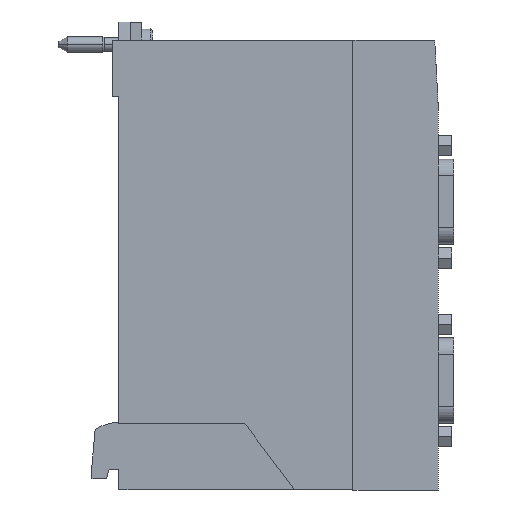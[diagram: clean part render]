
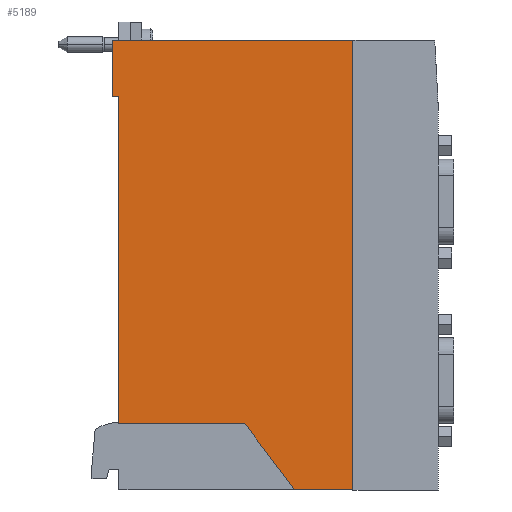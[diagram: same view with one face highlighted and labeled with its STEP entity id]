
A CAD part, left-side view. The second image highlights one B-rep face of the part: STEP entity #5189.
In plain terms, the highlighted planar face has unit normal (-1, 0, 0).
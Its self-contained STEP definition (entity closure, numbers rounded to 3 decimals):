
#4414=CARTESIAN_POINT('POINT8590',(-16.475,-28.,-35.3));
#4415=VERTEX_POINT('VERTEX8590',#4414);
#4416=CARTESIAN_POINT('POINT8591',(-16.475,-39.,
   -49.897));
#4417=VERTEX_POINT('VERTEX8591',#4416);
#4418=CARTESIAN_POINT('POS15719',(-16.475,-24.655,
   -30.861));
#4419=DIRECTION('DIR22814',(0.,-0.602,
   -0.799));
#4420=VECTOR('VEC8624',#4419,25.4);
#4421=LINE('STRAIGHT8624',#4418,#4420);
#4422=EDGE_CURVE('EDGE13211',#4415,#4417,#4421,.T.);
#4445=CARTESIAN_POINT('POINT8592',(-16.475,0.,-35.3));
#4446=VERTEX_POINT('VERTEX8592',#4445);
#4447=CARTESIAN_POINT('POS15723',(-16.475,-27.,-35.3));
#4448=DIRECTION('DIR22819',(0.,-1.,0.));
#4449=VECTOR('VEC8627',#4448,25.4);
#4450=LINE('STRAIGHT8627',#4447,#4449);
#4451=EDGE_CURVE('EDGE13214',#4446,#4415,#4450,.T.);
#4469=CARTESIAN_POINT('POINT8593',(-16.475,-39.,-49.975
   ));
#4470=VERTEX_POINT('VERTEX8593',#4469);
#4471=CARTESIAN_POINT('POS15726',(-16.475,-39.,-25.));
#4472=DIRECTION('DIR22823',(0.,0.,-1.));
#4473=VECTOR('VEC8629',#4472,25.4);
#4474=LINE('STRAIGHT8629',#4471,#4473);
#4475=EDGE_CURVE('EDGE13216',#4417,#4470,#4474,.T.);
#4503=CARTESIAN_POINT('POINT8596',(-16.475,0.,37.5));
#4504=VERTEX_POINT('VERTEX8596',#4503);
#4507=CARTESIAN_POINT('POINT8597',(-16.475,1.5,37.5));
#4508=VERTEX_POINT('VERTEX8597',#4507);
#4509=CARTESIAN_POINT('POS15730',(-16.475,0.75,37.5));
#4510=DIRECTION('DIR22828',(0.,1.,0.));
#4511=VECTOR('VEC8632',#4510,25.4);
#4512=LINE('STRAIGHT8632',#4509,#4511);
#4513=EDGE_CURVE('EDGE13220',#4504,#4508,#4512,.T.);
#4995=CARTESIAN_POINT('POINT8621',(-16.475,-52.,-49.975
   ));
#4996=VERTEX_POINT('VERTEX8621',#4995);
#5003=CARTESIAN_POINT('POS15786',(-16.475,-26.,-49.975)
   );
#5004=DIRECTION('DIR22902',(0.,1.,0.));
#5005=VECTOR('VEC8670',#5004,25.4);
#5006=LINE('STRAIGHT8670',#5003,#5005);
#5007=EDGE_CURVE('EDGE13267',#4996,#4470,#5006,.T.);
#5018=CARTESIAN_POINT('POS15788',(-16.475,0.,0.));
#5019=DIRECTION('DIR22905',(0.,0.,-1.));
#5020=VECTOR('VEC8671',#5019,25.4);
#5021=LINE('STRAIGHT8671',#5018,#5020);
#5022=EDGE_CURVE('EDGE13268',#4504,#4446,#5021,.T.);
#5154=ORIENTED_EDGE('COEDGE26530',*,*,#4475,.T.);
#5155=ORIENTED_EDGE('COEDGE26531',*,*,#5007,.F.);
#5156=CARTESIAN_POINT('POINT8628',(-16.475,-52.,49.975)
   );
#5157=VERTEX_POINT('VERTEX8628',#5156);
#5158=CARTESIAN_POINT('POS15800',(-16.475,-52.,0.));
#5159=DIRECTION('DIR22920',(0.,0.,-1.));
#5160=VECTOR('VEC8680',#5159,25.4);
#5161=LINE('STRAIGHT8680',#5158,#5160);
#5162=EDGE_CURVE('EDGE13281',#5157,#4996,#5161,.T.);
#5163=ORIENTED_EDGE('COEDGE26532',*,*,#5162,.F.);
#5164=CARTESIAN_POINT('POINT8629',(-16.475,1.5,49.975))
   ;
#5165=VERTEX_POINT('VERTEX8629',#5164);
#5166=CARTESIAN_POINT('POS15801',(-16.475,-26.,49.975))
   ;
#5167=DIRECTION('DIR22921',(0.,-1.,0.));
#5168=VECTOR('VEC8681',#5167,25.4);
#5169=LINE('STRAIGHT8681',#5166,#5168);
#5170=EDGE_CURVE('EDGE13282',#5165,#5157,#5169,.T.);
#5171=ORIENTED_EDGE('COEDGE26533',*,*,#5170,.F.);
#5172=CARTESIAN_POINT('POS15802',(-16.475,1.5,43.737));
#5173=DIRECTION('DIR22922',(0.,0.,-1.));
#5174=VECTOR('VEC8682',#5173,25.4);
#5175=LINE('STRAIGHT8682',#5172,#5174);
#5176=EDGE_CURVE('EDGE13283',#5165,#4508,#5175,.T.);
#5177=ORIENTED_EDGE('COEDGE26534',*,*,#5176,.T.);
#5178=ORIENTED_EDGE('COEDGE26535',*,*,#4513,.F.);
#5179=ORIENTED_EDGE('COEDGE26536',*,*,#5022,.T.);
#5180=ORIENTED_EDGE('COEDGE26537',*,*,#4451,.T.);
#5181=ORIENTED_EDGE('COEDGE26538',*,*,#4422,.T.);
#5182=EDGE_LOOP('NONE',(#5154,#5155,#5163,#5171,#5177,#5178,#5179,#5180,
   #5181));
#5183=FACE_BOUND('LOOP1',#5182,.T.);
#5184=CARTESIAN_POINT('POS15803',(-16.475,-26.,0.));
#5185=DIRECTION('DIR22923',(1.,0.,0.));
#5186=DIRECTION('DIR22924',(0.,1.,0.));
#5187=AXIS2_PLACEMENT_3D('AXIS7121',#5184,#5185,#5186);
#5188=PLANE('PLANE2633',#5187);
#5189=ADVANCED_FACE('FACE4985',(#5183),#5188,.F.);
